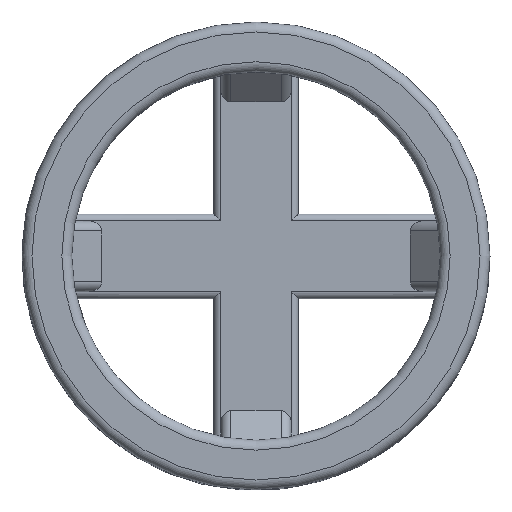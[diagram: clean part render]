
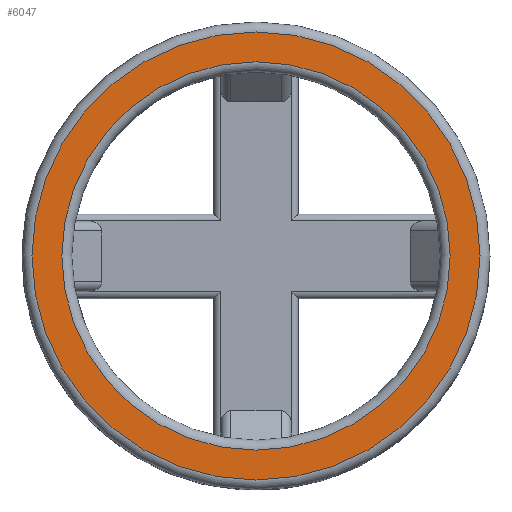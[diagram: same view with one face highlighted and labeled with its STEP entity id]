
A CAD part, top view. The second image highlights one B-rep face of the part: STEP entity #6047.
In plain terms, the highlighted planar face has unit normal (0, 0, 1).
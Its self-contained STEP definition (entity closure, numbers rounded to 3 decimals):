
#361 = TOROIDAL_SURFACE('',#362,19.5,1.);
#362 = AXIS2_PLACEMENT_3D('',#363,#364,#365);
#363 = CARTESIAN_POINT('',(0.,0.,21.));
#364 = DIRECTION('',(0.,0.,1.));
#365 = DIRECTION('',(1.,0.,0.));
#4601 = VERTEX_POINT('',#4602);
#4602 = CARTESIAN_POINT('',(19.5,0.,22.));
#4622 = EDGE_CURVE('',#4601,#4601,#4623,.T.);
#4623 = SURFACE_CURVE('',#4624,(#4629,#4636),.PCURVE_S1.);
#4624 = CIRCLE('',#4625,19.5);
#4625 = AXIS2_PLACEMENT_3D('',#4626,#4627,#4628);
#4626 = CARTESIAN_POINT('',(0.,0.,22.));
#4627 = DIRECTION('',(0.,0.,1.));
#4628 = DIRECTION('',(1.,0.,0.));
#4629 = PCURVE('',#361,#4630);
#4630 = DEFINITIONAL_REPRESENTATION('',(#4631),#4635);
#4631 = LINE('',#4632,#4633);
#4632 = CARTESIAN_POINT('',(0.,1.571));
#4633 = VECTOR('',#4634,1.);
#4634 = DIRECTION('',(1.,0.));
#4635 = ( GEOMETRIC_REPRESENTATION_CONTEXT(2) 
PARAMETRIC_REPRESENTATION_CONTEXT() REPRESENTATION_CONTEXT('2D SPACE',''
  ) );
#4636 = PCURVE('',#4637,#4642);
#4637 = PLANE('',#4638);
#4638 = AXIS2_PLACEMENT_3D('',#4639,#4640,#4641);
#4639 = CARTESIAN_POINT('',(0.,0.,22.)
  );
#4640 = DIRECTION('',(0.,0.,1.));
#4641 = DIRECTION('',(1.,0.,-0.));
#4642 = DEFINITIONAL_REPRESENTATION('',(#4643),#4647);
#4643 = CIRCLE('',#4644,19.5);
#4644 = AXIS2_PLACEMENT_2D('',#4645,#4646);
#4645 = CARTESIAN_POINT('',(0.,0.));
#4646 = DIRECTION('',(1.,0.));
#4647 = ( GEOMETRIC_REPRESENTATION_CONTEXT(2) 
PARAMETRIC_REPRESENTATION_CONTEXT() REPRESENTATION_CONTEXT('2D SPACE',''
  ) );
#6047 = ADVANCED_FACE('',(#6048,#6079),#4637,.T.);
#6048 = FACE_BOUND('',#6049,.T.);
#6049 = EDGE_LOOP('',(#6050));
#6050 = ORIENTED_EDGE('',*,*,#6051,.T.);
#6051 = EDGE_CURVE('',#6052,#6052,#6054,.T.);
#6052 = VERTEX_POINT('',#6053);
#6053 = CARTESIAN_POINT('',(22.5,0.,22.));
#6054 = SURFACE_CURVE('',#6055,(#6060,#6067),.PCURVE_S1.);
#6055 = CIRCLE('',#6056,22.5);
#6056 = AXIS2_PLACEMENT_3D('',#6057,#6058,#6059);
#6057 = CARTESIAN_POINT('',(0.,0.,22.));
#6058 = DIRECTION('',(0.,0.,1.));
#6059 = DIRECTION('',(1.,0.,-0.));
#6060 = PCURVE('',#4637,#6061);
#6061 = DEFINITIONAL_REPRESENTATION('',(#6062),#6066);
#6062 = CIRCLE('',#6063,22.5);
#6063 = AXIS2_PLACEMENT_2D('',#6064,#6065);
#6064 = CARTESIAN_POINT('',(0.,0.));
#6065 = DIRECTION('',(1.,0.));
#6066 = ( GEOMETRIC_REPRESENTATION_CONTEXT(2) 
PARAMETRIC_REPRESENTATION_CONTEXT() REPRESENTATION_CONTEXT('2D SPACE',''
  ) );
#6067 = PCURVE('',#6068,#6073);
#6068 = TOROIDAL_SURFACE('',#6069,22.5,1.);
#6069 = AXIS2_PLACEMENT_3D('',#6070,#6071,#6072);
#6070 = CARTESIAN_POINT('',(0.,0.,21.));
#6071 = DIRECTION('',(0.,0.,1.));
#6072 = DIRECTION('',(1.,0.,-0.));
#6073 = DEFINITIONAL_REPRESENTATION('',(#6074),#6078);
#6074 = LINE('',#6075,#6076);
#6075 = CARTESIAN_POINT('',(0.,1.571));
#6076 = VECTOR('',#6077,1.);
#6077 = DIRECTION('',(1.,0.));
#6078 = ( GEOMETRIC_REPRESENTATION_CONTEXT(2) 
PARAMETRIC_REPRESENTATION_CONTEXT() REPRESENTATION_CONTEXT('2D SPACE',''
  ) );
#6079 = FACE_BOUND('',#6080,.T.);
#6080 = EDGE_LOOP('',(#6081));
#6081 = ORIENTED_EDGE('',*,*,#4622,.F.);
